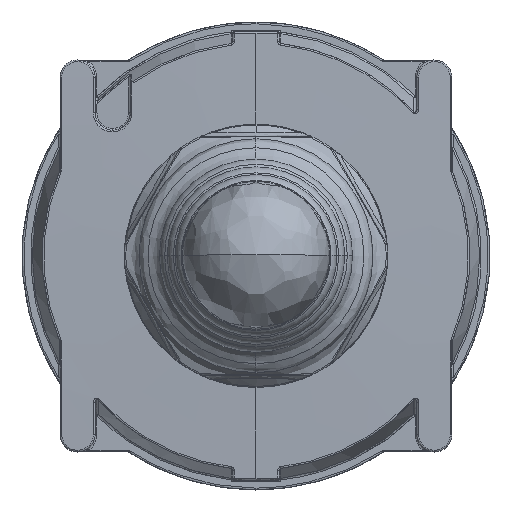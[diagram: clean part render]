
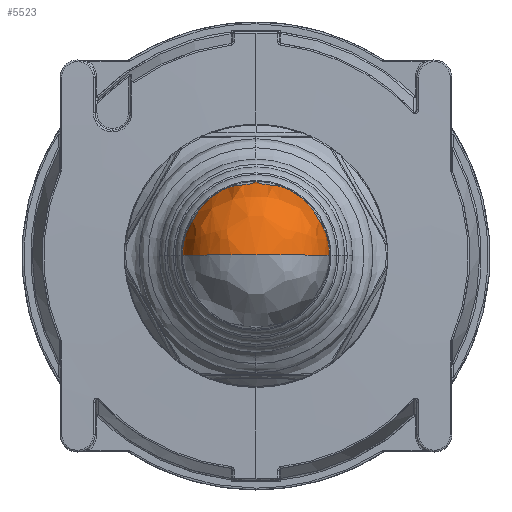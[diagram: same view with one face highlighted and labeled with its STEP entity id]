
A CAD part, top view. The second image highlights one B-rep face of the part: STEP entity #5523.
In plain terms, the highlighted free-form (B-spline) face has degree [3, 3] with [4, 4] control points.
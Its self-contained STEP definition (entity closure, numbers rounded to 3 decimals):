
#3221 = CARTESIAN_POINT ( 'NONE',  ( 12.5, 50., 50.557 ) ) ;
#3537 = CARTESIAN_POINT ( 'NONE',  ( 12.5, 0., 75.557 ) ) ;
#4060 = EDGE_CURVE ( 'NONE', #61272, #58493, #21919, .T. ) ;
#4508 = CARTESIAN_POINT ( 'NONE',  ( 12.5, 0., 100.557 ) ) ;
#4867 = DIRECTION ( 'NONE',  ( 1., 0., 0. ) ) ;
#5523 = ADVANCED_FACE ( 'NONE', ( #29021 ), #25127, .T. ) ;
#7242 = DIRECTION ( 'NONE',  ( 0., -1., 0. ) ) ;
#8856 = DIRECTION ( 'NONE',  ( 0., 0., 1. ) ) ;
#9352 = CARTESIAN_POINT ( 'NONE',  ( -12.5, 0., 75.557 ) ) ;
#9819 = ORIENTED_EDGE ( 'NONE', *, *, #21301, .T. ) ;
#12671 = ORIENTED_EDGE ( 'NONE', *, *, #4060, .T. ) ;
#13222 = VERTEX_POINT ( 'NONE', #13395 ) ;
#13395 = CARTESIAN_POINT ( 'NONE',  ( 12.5, 0., 75.557 ) ) ;
#13414 = ORIENTED_EDGE ( 'NONE', *, *, #23534, .T. ) ;
#13852 = CARTESIAN_POINT ( 'NONE',  ( -12.5, 50., 100.557 ) ) ;
#16013 = CARTESIAN_POINT ( 'NONE',  ( 10., 0., 68.057 ) ) ;
#16108 = CARTESIAN_POINT ( 'NONE',  ( 0., 0., 75.557 ) ) ;
#16681 = AXIS2_PLACEMENT_3D ( 'NONE', #32943, #18398, #52901 ) ;
#16721 = EDGE_CURVE ( 'NONE', #13222, #45766, #34844, .T. ) ;
#16803 = ORIENTED_EDGE ( 'NONE', *, *, #16721, .T. ) ;
#18375 = CARTESIAN_POINT ( 'NONE',  ( 12.5, 0., 50.557 ) ) ;
#18398 = DIRECTION ( 'NONE',  ( 0., 0., 1. ) ) ;
#19335 = CARTESIAN_POINT ( 'NONE',  ( -12.5, 0., 100.557 ) ) ;
#20278 = CARTESIAN_POINT ( 'NONE',  ( -10., 0., 68.057 ) ) ;
#21301 = EDGE_CURVE ( 'NONE', #58493, #32235, #33114, .T. ) ;
#21919 = CIRCLE ( 'NONE', #63111, 10. ) ;
#22897 = CARTESIAN_POINT ( 'NONE',  ( 12.5, 50., 100.557 ) ) ;
#22953 = DIRECTION ( 'NONE',  ( 0., 1., 0. ) ) ;
#23218 = CARTESIAN_POINT ( 'NONE',  ( -12.5, 0., 50.557 ) ) ;
#23372 = CARTESIAN_POINT ( 'NONE',  ( 0., 0., 68.057 ) ) ;
#23534 = EDGE_CURVE ( 'NONE', #45766, #61272, #43524, .T. ) ;
#24181 = CARTESIAN_POINT ( 'NONE',  ( -12.5, 50., 50.557 ) ) ;
#24856 = DIRECTION ( 'NONE',  ( 0., 1., 0. ) ) ;
#25127 =( BOUNDED_SURFACE ( )  B_SPLINE_SURFACE ( 3, 3, ( 
 ( #52250, #3537, #47426, #63501 ),
 ( #18375, #3221, #22897, #4508 ),
 ( #23218, #24181, #13852, #19335 ),
 ( #58340, #9352, #57057, #28374 ) ),
 .UNSPECIFIED., .F., .F., .F. ) 
 B_SPLINE_SURFACE_WITH_KNOTS ( ( 4, 4 ),
 ( 4, 4 ),
 ( 0., 1. ),
 ( 0., 1. ),
 .UNSPECIFIED. ) 
 GEOMETRIC_REPRESENTATION_ITEM ( )  RATIONAL_B_SPLINE_SURFACE ( (
 ( 1., 0.333, 0.333, 1.),
 ( 0.333, 0.111, 0.111, 0.333),
 ( 0.333, 0.111, 0.111, 0.333),
 ( 1., 0.333, 0.333, 1.) ) ) 
 REPRESENTATION_ITEM ( '' )  SURFACE ( )  );
#26519 = EDGE_CURVE ( 'NONE', #13222, #32235, #47840, .T. ) ;
#26597 = CARTESIAN_POINT ( 'NONE',  ( 0., 0., 75.557 ) ) ;
#28374 = CARTESIAN_POINT ( 'NONE',  ( -12.5, 0., 75.557 ) ) ;
#29021 = FACE_OUTER_BOUND ( 'NONE', #48382, .T. ) ;
#32235 = VERTEX_POINT ( 'NONE', #59792 ) ;
#32943 = CARTESIAN_POINT ( 'NONE',  ( 0., 0., 68.057 ) ) ;
#33058 = DIRECTION ( 'NONE',  ( 0., -1., 0. ) ) ;
#33114 = CIRCLE ( 'NONE', #60860, 12.5 ) ;
#33684 = AXIS2_PLACEMENT_3D ( 'NONE', #57436, #22953, #46521 ) ;
#34844 = CIRCLE ( 'NONE', #33684, 12.5 ) ;
#43524 = CIRCLE ( 'NONE', #16681, 10. ) ;
#45766 = VERTEX_POINT ( 'NONE', #16013 ) ;
#46521 = DIRECTION ( 'NONE',  ( 1., 0., 0. ) ) ;
#46919 = DIRECTION ( 'NONE',  ( 1., 0., 0. ) ) ;
#47426 = CARTESIAN_POINT ( 'NONE',  ( 12.5, 0., 75.557 ) ) ;
#47840 = CIRCLE ( 'NONE', #50955, 12.5 ) ;
#48382 = EDGE_LOOP ( 'NONE', ( #52102, #16803, #13414, #12671, #9819 ) ) ;
#50955 = AXIS2_PLACEMENT_3D ( 'NONE', #26597, #7242, #46919 ) ;
#52102 = ORIENTED_EDGE ( 'NONE', *, *, #26519, .F. ) ;
#52250 = CARTESIAN_POINT ( 'NONE',  ( 12.5, 0., 75.557 ) ) ;
#52901 = DIRECTION ( 'NONE',  ( 0., -1., 0. ) ) ;
#57057 = CARTESIAN_POINT ( 'NONE',  ( -12.5, 0., 75.557 ) ) ;
#57436 = CARTESIAN_POINT ( 'NONE',  ( 0., 0., 75.557 ) ) ;
#58340 = CARTESIAN_POINT ( 'NONE',  ( -12.5, 0., 75.557 ) ) ;
#58493 = VERTEX_POINT ( 'NONE', #20278 ) ;
#59792 = CARTESIAN_POINT ( 'NONE',  ( -12.5, 0., 75.557 ) ) ;
#60860 = AXIS2_PLACEMENT_3D ( 'NONE', #16108, #24856, #4867 ) ;
#61272 = VERTEX_POINT ( 'NONE', #62223 ) ;
#62223 = CARTESIAN_POINT ( 'NONE',  ( 0., 10., 68.057 ) ) ;
#63111 = AXIS2_PLACEMENT_3D ( 'NONE', #23372, #8856, #33058 ) ;
#63501 = CARTESIAN_POINT ( 'NONE',  ( 12.5, 0., 75.557 ) ) ;
